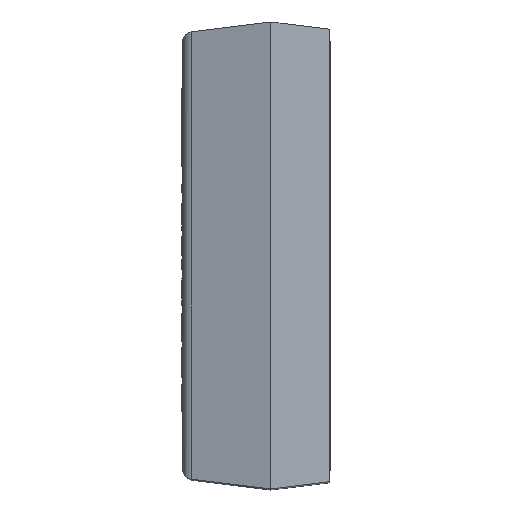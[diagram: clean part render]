
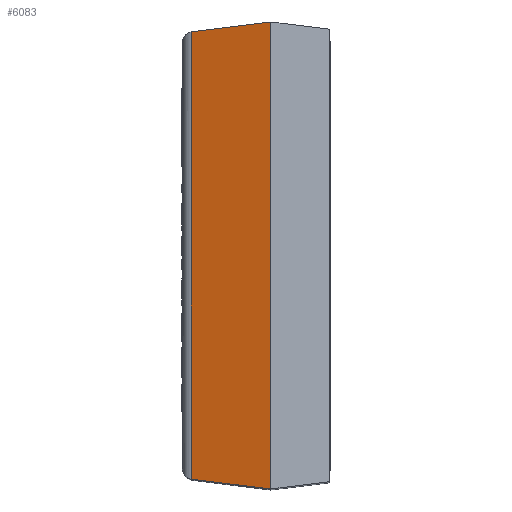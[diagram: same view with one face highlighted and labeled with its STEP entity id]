
A CAD part, top view. The second image highlights one B-rep face of the part: STEP entity #6083.
In plain terms, the highlighted planar face has unit normal (-0.259, 0, 0.966).
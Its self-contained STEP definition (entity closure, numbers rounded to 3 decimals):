
#23=ELLIPSE('',#6681,0.414,0.4);
#25=ELLIPSE('',#6684,0.414,0.4);
#496=FACE_OUTER_BOUND('',#836,.T.);
#836=EDGE_LOOP('',(#5351,#5352,#5353,#5354,#5355,#5356));
#1409=LINE('',#10128,#2023);
#1415=LINE('',#10152,#2029);
#1416=LINE('',#10154,#2030);
#1417=LINE('',#10155,#2031);
#2023=VECTOR('',#8329,1.);
#2029=VECTOR('',#8353,1.);
#2030=VECTOR('',#8354,1.);
#2031=VECTOR('',#8355,1.);
#2883=VERTEX_POINT('',#10126);
#2884=VERTEX_POINT('',#10127);
#2887=VERTEX_POINT('',#10135);
#2892=VERTEX_POINT('',#10147);
#2893=VERTEX_POINT('',#10151);
#2894=VERTEX_POINT('',#10153);
#3718=EDGE_CURVE('',#2883,#2884,#1409,.T.);
#3725=EDGE_CURVE('',#2884,#2887,#23,.T.);
#3729=EDGE_CURVE('',#2892,#2883,#25,.T.);
#3730=EDGE_CURVE('',#2892,#2893,#1415,.F.);
#3731=EDGE_CURVE('',#2893,#2894,#1416,.T.);
#3732=EDGE_CURVE('',#2894,#2887,#1417,.F.);
#5351=ORIENTED_EDGE('',*,*,#3725,.F.);
#5352=ORIENTED_EDGE('',*,*,#3718,.F.);
#5353=ORIENTED_EDGE('',*,*,#3729,.F.);
#5354=ORIENTED_EDGE('',*,*,#3730,.T.);
#5355=ORIENTED_EDGE('',*,*,#3731,.T.);
#5356=ORIENTED_EDGE('',*,*,#3732,.T.);
#5758=PLANE('',#6685);
#6083=ADVANCED_FACE('',(#496),#5758,.F.);
#6681=AXIS2_PLACEMENT_3D('',#10141,#8341,#8342);
#6684=AXIS2_PLACEMENT_3D('',#10149,#8349,#8350);
#6685=AXIS2_PLACEMENT_3D('',#10150,#8351,#8352);
#8329=DIRECTION('',(0.,1.,0.));
#8341=DIRECTION('center_axis',(0.259,0.,
-0.966));
#8342=DIRECTION('ref_axis',(-0.966,0.,-0.259));
#8349=DIRECTION('center_axis',(0.259,0.,
-0.966));
#8350=DIRECTION('ref_axis',(-0.966,0.,-0.259));
#8351=DIRECTION('center_axis',(0.259,0.,
-0.966));
#8352=DIRECTION('ref_axis',(-0.966,0.,-0.259));
#8353=DIRECTION('',(-0.959,0.118,-0.257));
#8354=DIRECTION('',(0.,1.,0.));
#8355=DIRECTION('',(0.959,0.118,0.257));
#10126=CARTESIAN_POINT('',(-1.994,-7.564,24.546));
#10127=CARTESIAN_POINT('',(-1.994,7.564,24.546));
#10128=CARTESIAN_POINT('',(-1.994,0.,24.546));
#10135=CARTESIAN_POINT('',(-1.939,7.575,24.56));
#10141=CARTESIAN_POINT('Origin',(-1.89,7.178,24.573));
#10147=CARTESIAN_POINT('',(-1.939,-7.575,24.56));
#10149=CARTESIAN_POINT('Origin',(-1.89,-7.178,24.573));
#10150=CARTESIAN_POINT('Origin',(0.217,0.,
25.138));
#10151=CARTESIAN_POINT('',(0.71,-7.9,25.27));
#10152=CARTESIAN_POINT('',(-2.58,-7.496,24.388));
#10153=CARTESIAN_POINT('',(0.71,7.9,25.27));
#10154=CARTESIAN_POINT('',(0.71,-3.95,25.27));
#10155=CARTESIAN_POINT('',(0.021,7.815,25.085));
